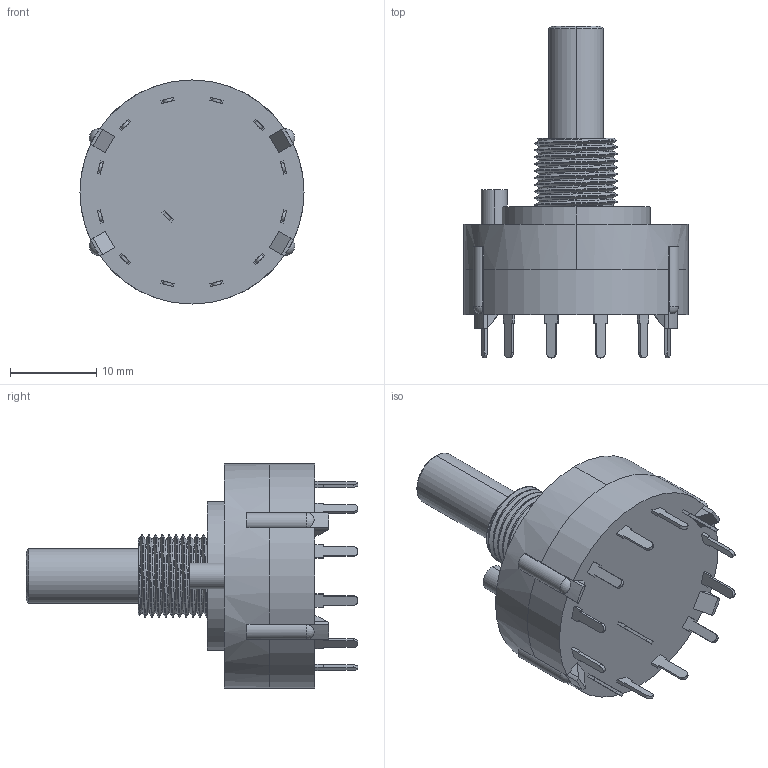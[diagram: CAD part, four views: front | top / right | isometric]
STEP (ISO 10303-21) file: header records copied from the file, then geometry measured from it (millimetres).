
FILE_DESCRIPTION (( 'STEP AP214' ), '1' );
FILE_NAME ('SR2612F-0112-21R0B-D8-N.STEP', '2020-08-10T14:42:51', ( '' ), ( '' ), 'SwSTEP 2.0', 'SolidWorks 2017', '' );
FILE_SCHEMA (( 'AUTOMOTIVE_DESIGN' ));
Length unit declared in the file: millimetre
Products named in the file (1): SR2612F-0112-21R0B-D8-N
Bounding box: 26 x 38.5 x 26 mm (x, y, z)
Volume: 7024 mm3; surface area: 4951.4 mm2
Topology: 21 solids, 21 shells, 352 faces, 890 edges, 592 vertices
Faces by surface type: plane 255, cylinder 80, torus 8, cone 6, bspline 3
Entity records: 12568 total; most frequent: CARTESIAN_POINT 3854, ORIENTED_EDGE 1780, DIRECTION 1676, EDGE_CURVE 890, VECTOR 664, LINE 664, VERTEX_POINT 592, AXIS2_PLACEMENT_3D 506
